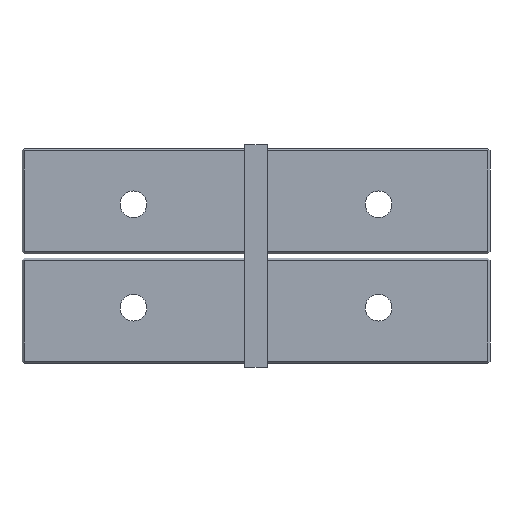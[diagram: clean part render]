
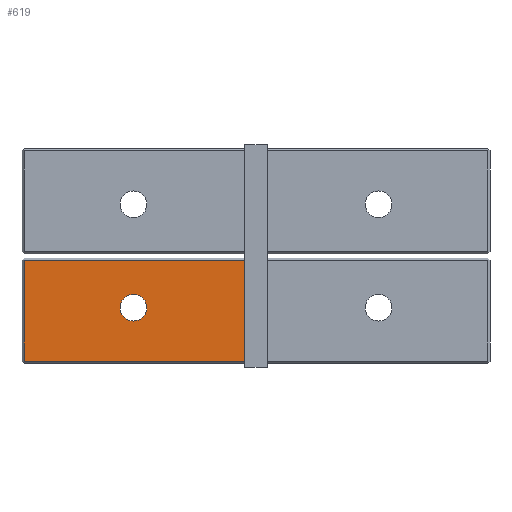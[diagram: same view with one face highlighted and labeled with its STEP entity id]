
A CAD part, front view. The second image highlights one B-rep face of the part: STEP entity #619.
In plain terms, the highlighted planar face has unit normal (0, -1, 0).
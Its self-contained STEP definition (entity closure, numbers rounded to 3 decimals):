
#6 = EDGE_CURVE ( 'NONE', #450, #2011, #648, .T. ) ;
#10 = DIRECTION ( 'NONE',  ( -1., 0., 0. ) ) ;
#70 = CARTESIAN_POINT ( 'NONE',  ( -104., 1.81, -47.19 ) ) ;
#169 = CARTESIAN_POINT ( 'NONE',  ( -105., 1.81, -47.19 ) ) ;
#203 = CARTESIAN_POINT ( 'NONE',  ( -55., 1.81, -23.19 ) ) ;
#330 = FACE_BOUND ( 'NONE', #1397, .T. ) ;
#357 = CARTESIAN_POINT ( 'NONE',  ( -55., 1.81, -29.19 ) ) ;
#358 = VERTEX_POINT ( 'NONE', #1390 ) ;
#372 = VECTOR ( 'NONE', #10, 1000. ) ;
#378 = EDGE_CURVE ( 'NONE', #358, #450, #1048, .T. ) ;
#450 = VERTEX_POINT ( 'NONE', #1379 ) ;
#526 = DIRECTION ( 'NONE',  ( 0., -1., 0. ) ) ;
#537 = CARTESIAN_POINT ( 'NONE',  ( -104., 1.81, -48.19 ) ) ;
#564 = LINE ( 'NONE', #537, #749 ) ;
#619 = ADVANCED_FACE ( 'NONE', ( #330, #2148 ), #1107, .T. ) ;
#648 = LINE ( 'NONE', #1826, #372 ) ;
#749 = VECTOR ( 'NONE', #1556, 1000. ) ;
#788 = DIRECTION ( 'NONE',  ( 0., -1., 0. ) ) ;
#806 = CIRCLE ( 'NONE', #1064, 6. ) ;
#884 = CARTESIAN_POINT ( 'NONE',  ( -55., 1.81, -23.19 ) ) ;
#968 = ORIENTED_EDGE ( 'NONE', *, *, #1134, .F. ) ;
#982 = VERTEX_POINT ( 'NONE', #2009 ) ;
#993 = EDGE_LOOP ( 'NONE', ( #1502, #1629, #1838, #2079 ) ) ;
#1014 = EDGE_CURVE ( 'NONE', #1257, #358, #1808, .T. ) ;
#1017 = VERTEX_POINT ( 'NONE', #357 ) ;
#1047 = DIRECTION ( 'NONE',  ( 0., -1., 0. ) ) ;
#1048 = LINE ( 'NONE', #1407, #1676 ) ;
#1064 = AXIS2_PLACEMENT_3D ( 'NONE', #203, #526, #1852 ) ;
#1107 = PLANE ( 'NONE',  #1547 ) ;
#1134 = EDGE_CURVE ( 'NONE', #982, #1017, #806, .T. ) ;
#1157 = AXIS2_PLACEMENT_3D ( 'NONE', #884, #1047, #1485 ) ;
#1257 = VERTEX_POINT ( 'NONE', #70 ) ;
#1295 = EDGE_CURVE ( 'NONE', #2011, #1257, #564, .T. ) ;
#1358 = VECTOR ( 'NONE', #1645, 1000. ) ;
#1379 = CARTESIAN_POINT ( 'NONE',  ( -5., 1.81, -1.91 ) ) ;
#1390 = CARTESIAN_POINT ( 'NONE',  ( -5., 1.81, -47.19 ) ) ;
#1397 = EDGE_LOOP ( 'NONE', ( #968, #1654 ) ) ;
#1407 = CARTESIAN_POINT ( 'NONE',  ( -5., 1.81, -50. ) ) ;
#1485 = DIRECTION ( 'NONE',  ( 1., 0., 0. ) ) ;
#1502 = ORIENTED_EDGE ( 'NONE', *, *, #1295, .T. ) ;
#1547 = AXIS2_PLACEMENT_3D ( 'NONE', #1992, #788, #1651 ) ;
#1556 = DIRECTION ( 'NONE',  ( 0., 0., -1. ) ) ;
#1583 = CARTESIAN_POINT ( 'NONE',  ( -104., 1.81, -1.91 ) ) ;
#1629 = ORIENTED_EDGE ( 'NONE', *, *, #1014, .T. ) ;
#1645 = DIRECTION ( 'NONE',  ( 1., 0., 0. ) ) ;
#1651 = DIRECTION ( 'NONE',  ( 1., 0., 0. ) ) ;
#1654 = ORIENTED_EDGE ( 'NONE', *, *, #1923, .F. ) ;
#1676 = VECTOR ( 'NONE', #1879, 1000. ) ;
#1808 = LINE ( 'NONE', #169, #1358 ) ;
#1826 = CARTESIAN_POINT ( 'NONE',  ( -105., 1.81, -1.91 ) ) ;
#1838 = ORIENTED_EDGE ( 'NONE', *, *, #378, .T. ) ;
#1852 = DIRECTION ( 'NONE',  ( 1., 0., 0. ) ) ;
#1874 = CIRCLE ( 'NONE', #1157, 6. ) ;
#1879 = DIRECTION ( 'NONE',  ( 0., 0., 1. ) ) ;
#1923 = EDGE_CURVE ( 'NONE', #1017, #982, #1874, .T. ) ;
#1992 = CARTESIAN_POINT ( 'NONE',  ( -105., 1.81, -50. ) ) ;
#2009 = CARTESIAN_POINT ( 'NONE',  ( -55., 1.81, -17.19 ) ) ;
#2011 = VERTEX_POINT ( 'NONE', #1583 ) ;
#2079 = ORIENTED_EDGE ( 'NONE', *, *, #6, .T. ) ;
#2148 = FACE_OUTER_BOUND ( 'NONE', #993, .T. ) ;
